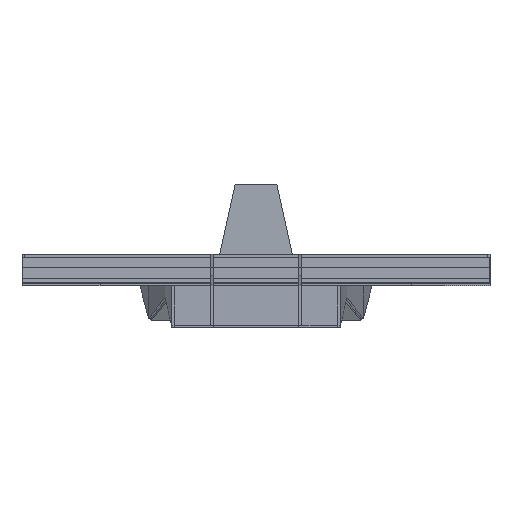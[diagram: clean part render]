
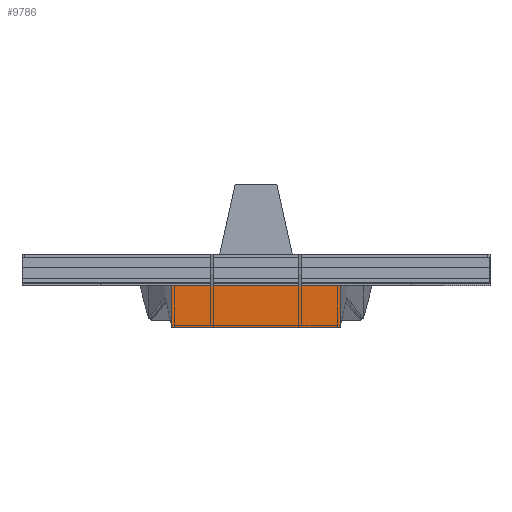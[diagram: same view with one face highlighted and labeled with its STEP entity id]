
A CAD part, left-side view. The second image highlights one B-rep face of the part: STEP entity #9786.
In plain terms, the highlighted planar face has unit normal (-1, 0, -0.011).
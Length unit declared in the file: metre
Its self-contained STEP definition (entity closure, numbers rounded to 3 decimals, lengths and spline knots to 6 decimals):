
#543=FACE_OUTER_BOUND('',#1094,.T.);
#1094=EDGE_LOOP('',(#7939,#7940,#7941,#7942,#7943));
#2132=LINE('',#15188,#3437);
#2136=LINE('',#15196,#3441);
#2139=LINE('',#15202,#3444);
#2142=LINE('',#15208,#3447);
#2145=LINE('',#15213,#3450);
#3437=VECTOR('',#12020,0.01);
#3441=VECTOR('',#12026,0.01);
#3444=VECTOR('',#12031,0.01);
#3447=VECTOR('',#12036,0.01);
#3450=VECTOR('',#12041,0.01);
#4490=VERTEX_POINT('',#15186);
#4491=VERTEX_POINT('',#15187);
#4494=VERTEX_POINT('',#15195);
#4496=VERTEX_POINT('',#15201);
#4498=VERTEX_POINT('',#15207);
#5690=EDGE_CURVE('',#4490,#4491,#2132,.T.);
#5694=EDGE_CURVE('',#4494,#4491,#2136,.T.);
#5697=EDGE_CURVE('',#4494,#4496,#2139,.T.);
#5700=EDGE_CURVE('',#4498,#4496,#2142,.T.);
#5703=EDGE_CURVE('',#4498,#4490,#2145,.T.);
#7939=ORIENTED_EDGE('',*,*,#5703,.T.);
#7940=ORIENTED_EDGE('',*,*,#5690,.T.);
#7941=ORIENTED_EDGE('',*,*,#5694,.F.);
#7942=ORIENTED_EDGE('',*,*,#5697,.T.);
#7943=ORIENTED_EDGE('',*,*,#5700,.F.);
#9251=PLANE('',#10374);
#9786=ADVANCED_FACE('',(#543),#9251,.T.);
#10374=AXIS2_PLACEMENT_3D('',#15215,#12043,#12044);
#12020=DIRECTION('',(0.011,0.,-1.));
#12026=DIRECTION('',(0.,1.,0.));
#12031=DIRECTION('',(-0.011,0.,1.));
#12036=DIRECTION('',(0.,-1.,0.));
#12041=DIRECTION('',(0.,1.,0.));
#12043=DIRECTION('center_axis',(-1.,0.,-0.011));
#12044=DIRECTION('ref_axis',(0.,-1.,0.));
#15186=CARTESIAN_POINT('',(2.74,0.3243,0.43));
#15187=CARTESIAN_POINT('',(2.741736,0.3243,0.267765));
#15188=CARTESIAN_POINT('',(2.74,0.3243,0.43));
#15195=CARTESIAN_POINT('',(2.741736,-0.3243,0.267765));
#15196=CARTESIAN_POINT('',(2.741736,-0.3243,0.267765));
#15201=CARTESIAN_POINT('',(2.74,-0.3243,0.43));
#15202=CARTESIAN_POINT('',(2.741736,-0.3243,0.267765));
#15207=CARTESIAN_POINT('',(2.74,0.,0.43));
#15208=CARTESIAN_POINT('',(2.74,0.,0.43));
#15213=CARTESIAN_POINT('',(2.74,0.,0.43));
#15215=CARTESIAN_POINT('Origin',(2.740868,0.,0.348882));
